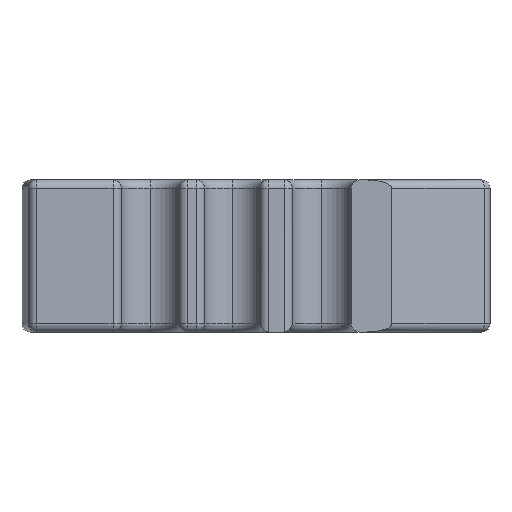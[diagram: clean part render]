
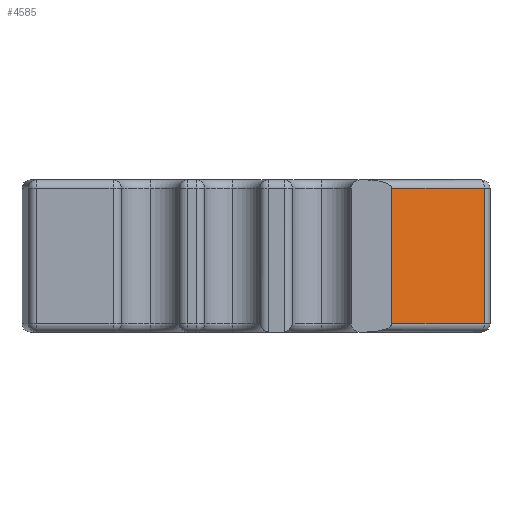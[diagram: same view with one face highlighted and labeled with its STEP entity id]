
A CAD part, left-side view. The second image highlights one B-rep face of the part: STEP entity #4585.
In plain terms, the highlighted planar face has unit normal (-0.945, -0.328, 0).
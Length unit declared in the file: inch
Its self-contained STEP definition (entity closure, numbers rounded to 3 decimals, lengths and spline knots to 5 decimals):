
#5 = ORIENTED_EDGE ( 'NONE', *, *, #5100, .T. ) ;
#283 = CARTESIAN_POINT ( 'NONE',  ( -0.42618, 0.02398, 0.34 ) ) ;
#393 = CARTESIAN_POINT ( 'NONE',  ( -0.42618, 0.02398, 0. ) ) ;
#398 = PLANE ( 'NONE',  #6619 ) ;
#400 = DIRECTION ( 'NONE',  ( 0.945, 0.328, 0. ) ) ;
#401 = DIRECTION ( 'NONE',  ( -0.328, 0.945, 0. ) ) ;
#772 = ORIENTED_EDGE ( 'NONE', *, *, #5099, .T. ) ;
#808 = FACE_OUTER_BOUND ( 'NONE', #1833, .T. ) ;
#1007 = LINE ( 'NONE', #4013, #1009 ) ;
#1009 = VECTOR ( 'NONE', #4014, 39.37008 ) ;
#1833 = EDGE_LOOP ( 'NONE', ( #6043, #3352, #772, #5 ) ) ;
#1880 = VERTEX_POINT ( 'NONE', #5799 ) ;
#2720 = LINE ( 'NONE', #6866, #2730 ) ;
#2725 = LINE ( 'NONE', #6870, #2728 ) ;
#2728 = VECTOR ( 'NONE', #6872, 39.37008 ) ;
#2729 = LINE ( 'NONE', #6874, #2732 ) ;
#2730 = VECTOR ( 'NONE', #6873, 39.37008 ) ;
#2732 = VECTOR ( 'NONE', #6875, 39.37008 ) ;
#3352 = ORIENTED_EDGE ( 'NONE', *, *, #5098, .T. ) ;
#3357 = VERTEX_POINT ( 'NONE', #5449 ) ;
#3361 = VERTEX_POINT ( 'NONE', #5446 ) ;
#4013 = CARTESIAN_POINT ( 'NONE',  ( -0.42618, 0.02398, 0. ) ) ;
#4014 = DIRECTION ( 'NONE',  ( 0., 0., 1. ) ) ;
#4585 = ADVANCED_FACE ( 'NONE', ( #808 ), #398, .F. ) ;
#5044 = EDGE_CURVE ( 'NONE', #1880, #7829, #1007, .T. ) ;
#5098 = EDGE_CURVE ( 'NONE', #1880, #3361, #2725, .T. ) ;
#5099 = EDGE_CURVE ( 'NONE', #3361, #3357, #2720, .T. ) ;
#5100 = EDGE_CURVE ( 'NONE', #3357, #7829, #2729, .T. ) ;
#5446 = CARTESIAN_POINT ( 'NONE',  ( -0.35005, -0.19501, 0.02 ) ) ;
#5449 = CARTESIAN_POINT ( 'NONE',  ( -0.35005, -0.19501, 0.34 ) ) ;
#5799 = CARTESIAN_POINT ( 'NONE',  ( -0.42618, 0.02398, 0.02 ) ) ;
#6043 = ORIENTED_EDGE ( 'NONE', *, *, #5044, .F. ) ;
#6619 = AXIS2_PLACEMENT_3D ( 'NONE', #393, #400, #401 ) ;
#6866 = CARTESIAN_POINT ( 'NONE',  ( -0.35005, -0.19501, 0. ) ) ;
#6870 = CARTESIAN_POINT ( 'NONE',  ( -0.42618, 0.02398, 0.02 ) ) ;
#6872 = DIRECTION ( 'NONE',  ( 0.328, -0.945, 0. ) ) ;
#6873 = DIRECTION ( 'NONE',  ( 0., 0., 1. ) ) ;
#6874 = CARTESIAN_POINT ( 'NONE',  ( -0.42618, 0.02398, 0.34 ) ) ;
#6875 = DIRECTION ( 'NONE',  ( -0.328, 0.945, 0. ) ) ;
#7829 = VERTEX_POINT ( 'NONE', #283 ) ;
